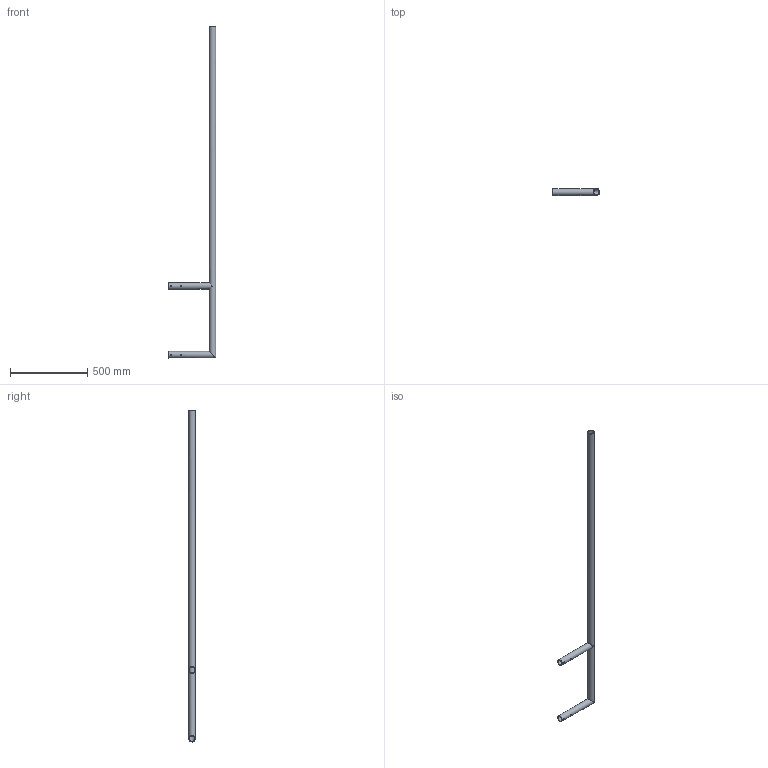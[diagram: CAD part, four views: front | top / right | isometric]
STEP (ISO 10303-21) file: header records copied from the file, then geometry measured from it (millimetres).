
FILE_DESCRIPTION(/* description */ (''),/* implementation_level */ '2;1');
FILE_NAME(/* name */ 'PART_35_2.stp',/* time_stamp */ '2017-01-08T14:32:24-05:00',/* author */ ('jeff1'),/* organization */ (''),/* preprocessor_version */ 'ST-DEVELOPER v16.5',/* originating_system */ 'Autodesk Inventor 2017',/* authorisation */ '');
FILE_SCHEMA (('AUTOMOTIVE_DESIGN { 1 0 10303 214 3 1 1 }'));
Length unit declared in the file: inch
Products named in the file (1): PART_35_2
Bounding box: 306.83 x 42.82 x 2148.33 mm (x, y, z)
Surface area: 651532.5 mm2 (no closed solid volume)
Topology: 0 solids, 1 shells, 17 faces, 73 edges, 53 vertices
Faces by surface type: cylinder 14, plane 3
Full cylindrical faces by diameter (mm): 6.756 x7, 35.052 x3, 42.164 x3
Entity records: 990 total; most frequent: CARTESIAN_POINT 580, DIRECTION 66, ORIENTED_EDGE 55, EDGE_LOOP 47, AXIS2_PLACEMENT_3D 33, VERTEX_POINT 31, EDGE_CURVE 31, FACE_BOUND 30
